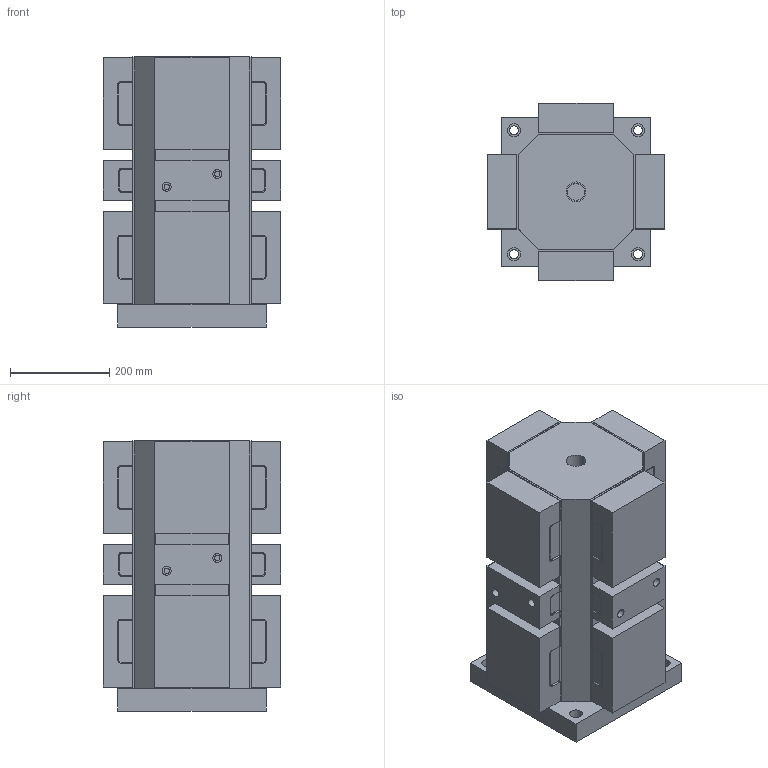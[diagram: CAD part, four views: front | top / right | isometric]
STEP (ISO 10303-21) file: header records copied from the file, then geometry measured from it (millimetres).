
FILE_DESCRIPTION (( 'STEP AP203' ), '1' );
FILE_NAME ('1550.STEP', '2025-03-15T11:46:25', ( '微软用户' ), ( '微软中国' ), 'SwSTEP 2.0', 'SolidWorks 2016', '' );
FILE_SCHEMA (( 'CONFIG_CONTROL_DESIGN' ));
Length unit declared in the file: millimetre
Products named in the file (9): Assem2_3; 5_4; Assem4_4; 19_4; 1550; 2_4; 4_4; Assem1_2; 18_4
Assembly tree (12 placements, depth 4):
  1550
    18_4
    19_4
    Assem2_3  x4
      5_4
      Assem4_4
        2_4
      Assem1_2
        4_4
Bounding box: 358.02 x 358.02 x 545 mm (x, y, z)
Volume: 45362352.3 mm3; surface area: 2363992.1 mm2
Topology: 18 solids, 18 shells, 544 faces, 1366 edges, 872 vertices
Faces by surface type: plane 258, cylinder 230, bspline 48, cone 8
Entity records: 6173 total; most frequent: CARTESIAN_POINT 1000, DIRECTION 918, ORIENTED_EDGE 812, EDGE_CURVE 406, AXIS2_PLACEMENT_3D 342, VERTEX_POINT 264, LINE 234, VECTOR 234
